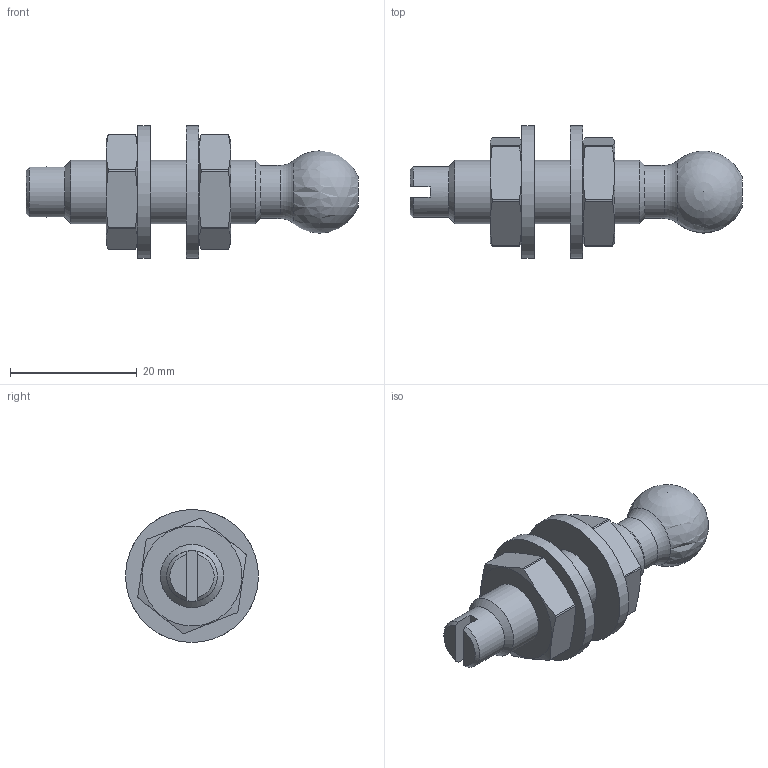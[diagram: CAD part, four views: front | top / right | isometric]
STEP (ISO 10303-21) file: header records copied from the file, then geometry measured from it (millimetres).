
FILE_DESCRIPTION(/* description */ ('STEP AP203'),/* implementation_level */ '2;1');
FILE_NAME(/* name */ 'S8013B06.step',/* time_stamp */ '2025-11-18T11:06:49-05:00',/* author */ (''),/* organization */ (''),/* preprocessor_version */ 'ST-DEVELOPER v20.1',/* originating_system */ 'Autodesk Translation Framework v14.21.0.0',/* authorisation */ '');
FILE_SCHEMA (('AUTOMOTIVE_DESIGN { 1 0 10303 214 3 1 1 }'));
Length unit declared in the file: inch
Products named in the file (4): S8013B06; S8013B05_S8013B05; S80XXNXX_S8010N03; S92FS01
Assembly tree (5 placements, depth 2):
  S8013B06
    S8013B05_S8013B05
    S80XXNXX_S8010N03  x2
    S92FS01  x2
Bounding box: 52.45 x 21 x 21 mm (x, y, z)
Volume: 6628.4 mm3; surface area: 4649.5 mm2
Topology: 5 solids, 5 shells, 61 faces, 149 edges, 98 vertices
Faces by surface type: plane 26, cylinder 21, cone 12, torus 1, sphere 1
Full cylindrical faces by diameter (mm): 8.001 x1, 8.382 x1, 8.839 x2, 9.977 x1, 10.5 x2, 21 x2
Entity records: 1249 total; most frequent: CARTESIAN_POINT 235, DIRECTION 208, ORIENTED_EDGE 182, EDGE_CURVE 91, AXIS2_PLACEMENT_3D 88, VERTEX_POINT 61, EDGE_LOOP 44, CIRCLE 41
